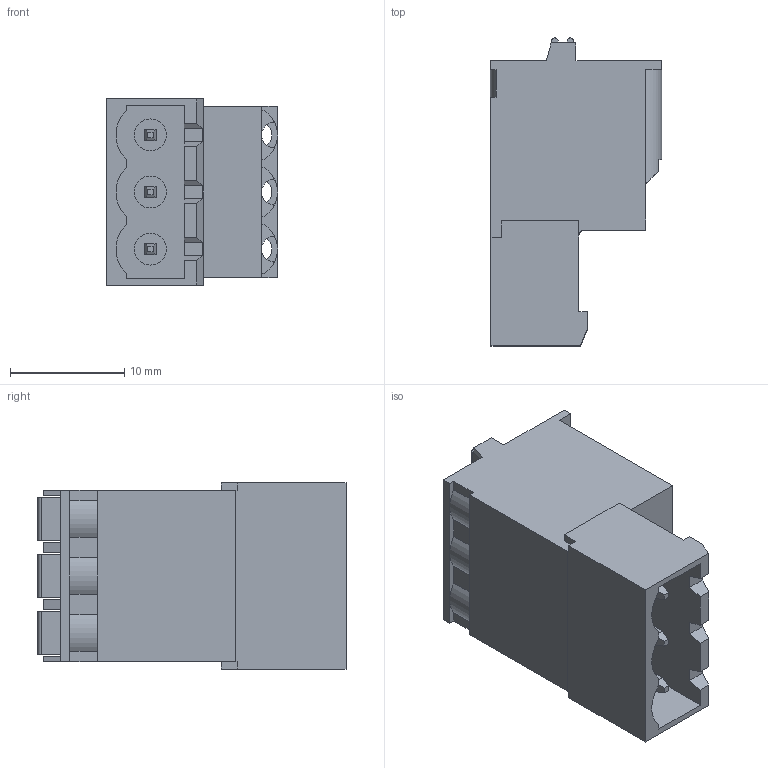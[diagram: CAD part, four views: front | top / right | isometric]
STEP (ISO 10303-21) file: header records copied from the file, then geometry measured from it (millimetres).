
FILE_DESCRIPTION((''),'2;1');
FILE_NAME('TLPHS-218-XXP','2024-10-22T10:28:05',('yanfa'),(''),'CREO PARAMETRIC BY PTC INC, 2018050','CREO PARAMETRIC BY PTC INC, 2018050','');
FILE_SCHEMA(('AUTOMOTIVE_DESIGN { 1 0 10303 214 1 1 1 1 }'));
Length unit declared in the file: millimetre
Products named in the file (1): TLPHS-218-XXP
Bounding box: 15 x 26.99 x 16.32 mm (x, y, z)
Volume: 3583.8 mm3; surface area: 2752.6 mm2
Topology: 1 solids, 1 shells, 197 faces, 522 edges, 338 vertices
Faces by surface type: plane 157, cylinder 40
Entity records: 6201 total; most frequent: CARTESIAN_POINT 1147, ORIENTED_EDGE 1044, DIRECTION 987, EDGE_CURVE 522, VECTOR 415, LINE 415, VERTEX_POINT 338, AXIS2_PLACEMENT_3D 286
